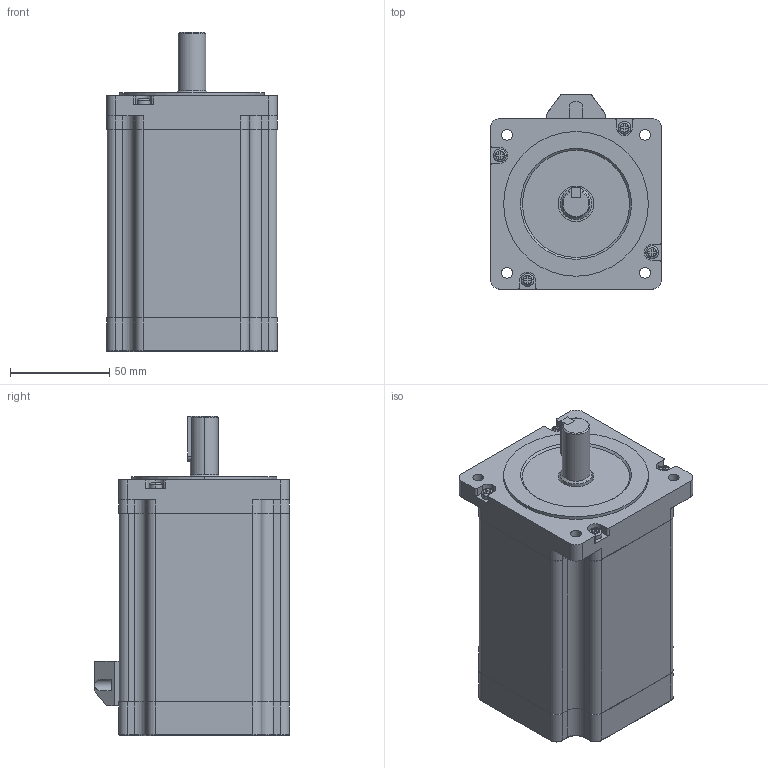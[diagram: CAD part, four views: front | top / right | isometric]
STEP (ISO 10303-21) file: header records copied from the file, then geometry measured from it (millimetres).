
FILE_DESCRIPTION (( 'STEP AP214' ), '1' );
FILE_NAME ('86CM120.STEP', '2019-04-30T02:58:13', ( 'Microsoft' ), ( 'China' ), 'SwSTEP 2.0', 'SolidWorks 2011', '' );
FILE_SCHEMA (( 'AUTOMOTIVE_DESIGN' ));
Length unit declared in the file: millimetre
Products named in the file (1): 86CM120
Bounding box: 86 x 98.35 x 161 mm (x, y, z)
Volume: 869168.6 mm3; surface area: 61296.1 mm2
Topology: 1 solids, 1 shells, 309 faces, 801 edges, 506 vertices
Faces by surface type: plane 144, cylinder 130, bspline 28, cone 7
Entity records: 9712 total; most frequent: CARTESIAN_POINT 2172, DIRECTION 1597, ORIENTED_EDGE 1578, EDGE_CURVE 789, AXIS2_PLACEMENT_3D 569, VERTEX_POINT 500, LINE 459, VECTOR 459
